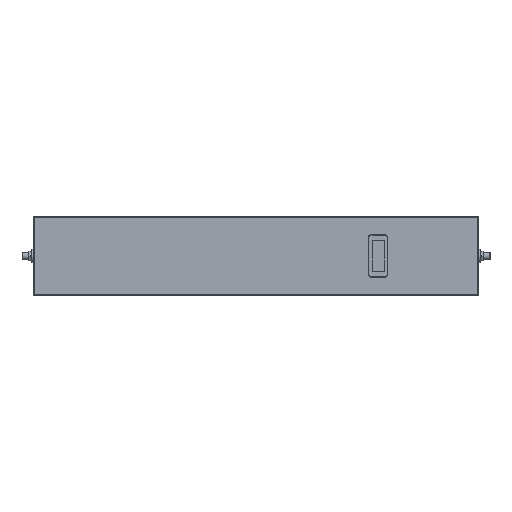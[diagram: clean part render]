
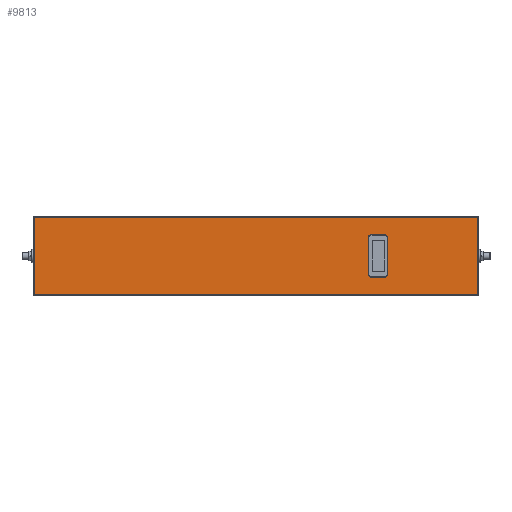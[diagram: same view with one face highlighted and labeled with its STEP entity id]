
A CAD part, top view. The second image highlights one B-rep face of the part: STEP entity #9813.
In plain terms, the highlighted planar face has unit normal (0, 0, 1).
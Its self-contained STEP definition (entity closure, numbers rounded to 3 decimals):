
#1631=DIRECTION('',(1.,0.,0.));
#1632=VECTOR('',#1631,24.938);
#1633=CARTESIAN_POINT('',(206.431,37.469,152.));
#1634=LINE('',#1633,#1632);
#1635=CARTESIAN_POINT('',(206.431,37.469,152.));
#1636=CARTESIAN_POINT('',(206.423,37.469,152.));
#1637=CARTESIAN_POINT('',(206.407,37.469,152.));
#1638=CARTESIAN_POINT('',(206.391,37.469,152.));
#1639=CARTESIAN_POINT('',(206.383,37.469,152.));
#1641=CARTESIAN_POINT('',(206.397,33.503,152.));
#1642=DIRECTION('',(0.,0.,1.));
#1643=DIRECTION('',(-0.003,1.,0.));
#1644=AXIS2_PLACEMENT_3D('',#1641,#1642,#1643);
#1646=CARTESIAN_POINT('',(202.431,33.517,152.));
#1647=CARTESIAN_POINT('',(202.431,33.509,152.));
#1648=CARTESIAN_POINT('',(202.431,33.493,152.));
#1649=CARTESIAN_POINT('',(202.431,33.477,152.));
#1650=CARTESIAN_POINT('',(202.431,33.469,152.));
#1652=DIRECTION('',(0.,-1.,0.));
#1653=VECTOR('',#1652,66.938);
#1654=CARTESIAN_POINT('',(202.431,33.469,152.));
#1655=LINE('',#1654,#1653);
#1656=CARTESIAN_POINT('',(202.431,-33.469,152.));
#1657=CARTESIAN_POINT('',(202.431,-33.477,152.));
#1658=CARTESIAN_POINT('',(202.431,-33.493,152.));
#1659=CARTESIAN_POINT('',(202.431,-33.509,152.));
#1660=CARTESIAN_POINT('',(202.431,-33.517,152.));
#1662=CARTESIAN_POINT('',(206.397,-33.503,152.));
#1663=DIRECTION('',(0.,0.,1.));
#1664=DIRECTION('',(-1.,-0.003,0.));
#1665=AXIS2_PLACEMENT_3D('',#1662,#1663,#1664);
#1667=CARTESIAN_POINT('',(206.383,-37.469,152.));
#1668=CARTESIAN_POINT('',(206.391,-37.469,152.));
#1669=CARTESIAN_POINT('',(206.407,-37.469,152.));
#1670=CARTESIAN_POINT('',(206.423,-37.469,152.));
#1671=CARTESIAN_POINT('',(206.431,-37.469,152.));
#1673=DIRECTION('',(1.,0.,0.));
#1674=VECTOR('',#1673,24.938);
#1675=CARTESIAN_POINT('',(206.431,-37.469,152.));
#1676=LINE('',#1675,#1674);
#1677=CARTESIAN_POINT('',(231.369,-37.469,152.));
#1678=CARTESIAN_POINT('',(231.377,-37.469,152.));
#1679=CARTESIAN_POINT('',(231.393,-37.469,152.));
#1680=CARTESIAN_POINT('',(231.409,-37.469,152.));
#1681=CARTESIAN_POINT('',(231.417,-37.469,152.));
#1683=CARTESIAN_POINT('',(231.403,-33.503,152.));
#1684=DIRECTION('',(0.,0.,1.));
#1685=DIRECTION('',(0.003,-1.,0.));
#1686=AXIS2_PLACEMENT_3D('',#1683,#1684,#1685);
#1688=CARTESIAN_POINT('',(235.369,-33.517,152.));
#1689=CARTESIAN_POINT('',(235.369,-33.514,152.));
#1690=CARTESIAN_POINT('',(235.369,-33.508,152.));
#1691=CARTESIAN_POINT('',(235.369,-33.497,152.));
#1692=CARTESIAN_POINT('',(235.369,-33.483,152.));
#1693=CARTESIAN_POINT('',(235.369,-33.474,152.));
#1694=CARTESIAN_POINT('',(235.369,-33.469,152.));
#1696=DIRECTION('',(0.,1.,0.));
#1697=VECTOR('',#1696,66.938);
#1698=CARTESIAN_POINT('',(235.369,-33.469,152.));
#1699=LINE('',#1698,#1697);
#1700=CARTESIAN_POINT('',(235.369,33.469,152.));
#1701=CARTESIAN_POINT('',(235.369,33.477,152.));
#1702=CARTESIAN_POINT('',(235.369,33.493,152.));
#1703=CARTESIAN_POINT('',(235.369,33.509,152.));
#1704=CARTESIAN_POINT('',(235.369,33.517,152.));
#1706=CARTESIAN_POINT('',(231.403,33.503,152.));
#1707=DIRECTION('',(0.,0.,1.));
#1708=DIRECTION('',(1.,0.003,0.));
#1709=AXIS2_PLACEMENT_3D('',#1706,#1707,#1708);
#1711=CARTESIAN_POINT('',(231.417,37.469,152.));
#1712=CARTESIAN_POINT('',(231.409,37.469,152.));
#1713=CARTESIAN_POINT('',(231.393,37.469,152.));
#1714=CARTESIAN_POINT('',(231.377,37.469,152.));
#1715=CARTESIAN_POINT('',(231.369,37.469,152.));
#1717=DIRECTION('',(-1.,0.,0.));
#1718=VECTOR('',#1717,796.);
#1719=CARTESIAN_POINT('',(398.,-69.5,152.));
#1720=LINE('',#1719,#1718);
#1721=DIRECTION('',(0.,-1.,0.));
#1722=VECTOR('',#1721,139.);
#1723=CARTESIAN_POINT('',(-398.,69.5,152.));
#1724=LINE('',#1723,#1722);
#1725=DIRECTION('',(1.,0.,0.));
#1726=VECTOR('',#1725,796.);
#1727=CARTESIAN_POINT('',(-398.,69.5,152.));
#1728=LINE('',#1727,#1726);
#1729=DIRECTION('',(0.,-1.,0.));
#1730=VECTOR('',#1729,139.);
#1731=CARTESIAN_POINT('',(398.,69.5,152.));
#1732=LINE('',#1731,#1730);
#7565=CARTESIAN_POINT('',(206.431,37.469,152.));
#7566=CARTESIAN_POINT('',(231.369,37.469,152.));
#7567=VERTEX_POINT('',#7565);
#7568=VERTEX_POINT('',#7566);
#7569=CARTESIAN_POINT('',(206.431,-37.469,152.));
#7570=CARTESIAN_POINT('',(231.369,-37.469,152.));
#7571=VERTEX_POINT('',#7569);
#7572=VERTEX_POINT('',#7570);
#7573=VERTEX_POINT('',#1711);
#7574=CARTESIAN_POINT('',(235.368,33.517,152.));
#7575=VERTEX_POINT('',#7574);
#7576=VERTEX_POINT('',#1700);
#7577=CARTESIAN_POINT('',(235.369,-33.469,152.));
#7578=VERTEX_POINT('',#7577);
#7579=VERTEX_POINT('',#1688);
#7580=CARTESIAN_POINT('',(231.417,-37.468,152.));
#7581=VERTEX_POINT('',#7580);
#7582=VERTEX_POINT('',#1667);
#7583=CARTESIAN_POINT('',(202.432,-33.517,152.));
#7584=VERTEX_POINT('',#7583);
#7585=VERTEX_POINT('',#1656);
#7586=CARTESIAN_POINT('',(202.431,33.469,152.));
#7587=VERTEX_POINT('',#7586);
#7588=VERTEX_POINT('',#1646);
#7589=CARTESIAN_POINT('',(206.383,37.468,152.));
#7590=VERTEX_POINT('',#7589);
#7621=CARTESIAN_POINT('',(398.,-69.5,152.));
#7622=CARTESIAN_POINT('',(-398.,-69.5,152.));
#7623=VERTEX_POINT('',#7621);
#7624=VERTEX_POINT('',#7622);
#7625=CARTESIAN_POINT('',(-398.,69.5,152.));
#7626=VERTEX_POINT('',#7625);
#7627=CARTESIAN_POINT('',(398.,69.5,152.));
#7628=VERTEX_POINT('',#7627);
#9766=CARTESIAN_POINT('',(-400.,-71.5,152.));
#9767=DIRECTION('',(0.,0.,1.));
#9768=DIRECTION('',(1.,0.,0.));
#9769=AXIS2_PLACEMENT_3D('',#9766,#9767,#9768);
#9770=PLANE('',#9769);
#9771=ORIENTED_EDGE('',*,*,#9732,.T.);
#9772=ORIENTED_EDGE('',*,*,#9756,.F.);
#9774=ORIENTED_EDGE('',*,*,#9773,.T.);
#9776=ORIENTED_EDGE('',*,*,#9775,.T.);
#9777=EDGE_LOOP('',(#9771,#9772,#9774,#9776));
#9778=FACE_OUTER_BOUND('',#9777,.F.);
#9780=ORIENTED_EDGE('',*,*,#9779,.F.);
#9782=ORIENTED_EDGE('',*,*,#9781,.T.);
#9784=ORIENTED_EDGE('',*,*,#9783,.T.);
#9786=ORIENTED_EDGE('',*,*,#9785,.T.);
#9788=ORIENTED_EDGE('',*,*,#9787,.T.);
#9790=ORIENTED_EDGE('',*,*,#9789,.T.);
#9792=ORIENTED_EDGE('',*,*,#9791,.T.);
#9794=ORIENTED_EDGE('',*,*,#9793,.T.);
#9796=ORIENTED_EDGE('',*,*,#9795,.T.);
#9798=ORIENTED_EDGE('',*,*,#9797,.T.);
#9800=ORIENTED_EDGE('',*,*,#9799,.T.);
#9802=ORIENTED_EDGE('',*,*,#9801,.T.);
#9804=ORIENTED_EDGE('',*,*,#9803,.T.);
#9806=ORIENTED_EDGE('',*,*,#9805,.T.);
#9808=ORIENTED_EDGE('',*,*,#9807,.T.);
#9810=ORIENTED_EDGE('',*,*,#9809,.T.);
#9811=EDGE_LOOP('',(#9780,#9782,#9784,#9786,#9788,#9790,#9792,#9794,#9796,#9798,
#9800,#9802,#9804,#9806,#9808,#9810));
#9812=FACE_BOUND('',#9811,.F.);
#1640=B_SPLINE_CURVE_WITH_KNOTS('',3,(#1635,#1636,#1637,#1638,#1639),
.UNSPECIFIED.,.F.,.F.,(4,1,4),(0.,0.5,1.),.UNSPECIFIED.);
#1645=CIRCLE('',#1644,3.965);
#1651=B_SPLINE_CURVE_WITH_KNOTS('',3,(#1646,#1647,#1648,#1649,#1650),
.UNSPECIFIED.,.F.,.F.,(4,1,4),(0.,0.5,1.),.UNSPECIFIED.);
#1661=B_SPLINE_CURVE_WITH_KNOTS('',3,(#1656,#1657,#1658,#1659,#1660),
.UNSPECIFIED.,.F.,.F.,(4,1,4),(0.,0.5,1.),.UNSPECIFIED.);
#1666=CIRCLE('',#1665,3.965);
#1672=B_SPLINE_CURVE_WITH_KNOTS('',3,(#1667,#1668,#1669,#1670,#1671),
.UNSPECIFIED.,.F.,.F.,(4,1,4),(0.,0.5,1.),.UNSPECIFIED.);
#1682=B_SPLINE_CURVE_WITH_KNOTS('',3,(#1677,#1678,#1679,#1680,#1681),
.UNSPECIFIED.,.F.,.F.,(4,1,4),(0.,0.5,1.),.UNSPECIFIED.);
#1687=CIRCLE('',#1686,3.965);
#1695=B_SPLINE_CURVE_WITH_KNOTS('',3,(#1688,#1689,#1690,#1691,#1692,#1693,
#1694),.UNSPECIFIED.,.F.,.F.,(4,1,1,1,4),(0.,0.25,0.5,0.75,1.),
.UNSPECIFIED.);
#1705=B_SPLINE_CURVE_WITH_KNOTS('',3,(#1700,#1701,#1702,#1703,#1704),
.UNSPECIFIED.,.F.,.F.,(4,1,4),(0.,0.5,1.),.UNSPECIFIED.);
#1710=CIRCLE('',#1709,3.965);
#1716=B_SPLINE_CURVE_WITH_KNOTS('',3,(#1711,#1712,#1713,#1714,#1715),
.UNSPECIFIED.,.F.,.F.,(4,1,4),(0.,0.5,1.),.UNSPECIFIED.);
#9732=EDGE_CURVE('',#7623,#7624,#1720,.T.);
#9756=EDGE_CURVE('',#7626,#7624,#1724,.T.);
#9773=EDGE_CURVE('',#7626,#7628,#1728,.T.);
#9775=EDGE_CURVE('',#7628,#7623,#1732,.T.);
#9779=EDGE_CURVE('',#7567,#7568,#1634,.T.);
#9781=EDGE_CURVE('',#7567,#7590,#1640,.T.);
#9783=EDGE_CURVE('',#7590,#7588,#1645,.T.);
#9785=EDGE_CURVE('',#7588,#7587,#1651,.T.);
#9787=EDGE_CURVE('',#7587,#7585,#1655,.T.);
#9789=EDGE_CURVE('',#7585,#7584,#1661,.T.);
#9791=EDGE_CURVE('',#7584,#7582,#1666,.T.);
#9793=EDGE_CURVE('',#7582,#7571,#1672,.T.);
#9795=EDGE_CURVE('',#7571,#7572,#1676,.T.);
#9797=EDGE_CURVE('',#7572,#7581,#1682,.T.);
#9799=EDGE_CURVE('',#7581,#7579,#1687,.T.);
#9801=EDGE_CURVE('',#7579,#7578,#1695,.T.);
#9803=EDGE_CURVE('',#7578,#7576,#1699,.T.);
#9805=EDGE_CURVE('',#7576,#7575,#1705,.T.);
#9807=EDGE_CURVE('',#7575,#7573,#1710,.T.);
#9809=EDGE_CURVE('',#7573,#7568,#1716,.T.);
#9813=ADVANCED_FACE('',(#9778,#9812),#9770,.T.);
